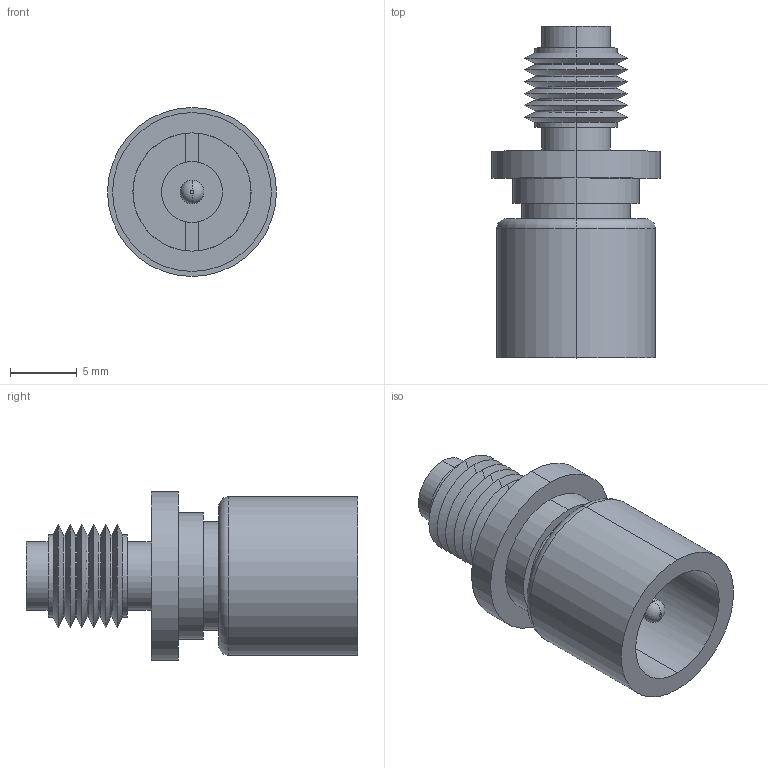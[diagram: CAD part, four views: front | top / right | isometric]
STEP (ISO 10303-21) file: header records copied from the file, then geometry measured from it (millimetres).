
FILE_DESCRIPTION (( 'STEP AP203' ), '1' );
FILE_NAME ('BA591.STEP', '2006-06-30T19:25:59', ( ' ' ), ( ' ' ), 'SwSTEP 2.0', 'SolidWorks 2005354', '' );
FILE_SCHEMA (( 'CONFIG_CONTROL_DESIGN' ));
Length unit declared in the file: inch
Products named in the file (1): BA591
Bounding box: 12.7 x 24.94 x 12.7 mm (x, y, z)
Volume: 1400.3 mm3; surface area: 1556.8 mm2
Topology: 1 solids, 1 shells, 84 faces, 176 edges, 104 vertices
Faces by surface type: cylinder 36, cone 24, plane 20, torus 4
Entity records: 2319 total; most frequent: DIRECTION 446, CARTESIAN_POINT 365, ORIENTED_EDGE 352, AXIS2_PLACEMENT_3D 185, EDGE_CURVE 176, VERTEX_POINT 104, CIRCLE 100, EDGE_LOOP 94
